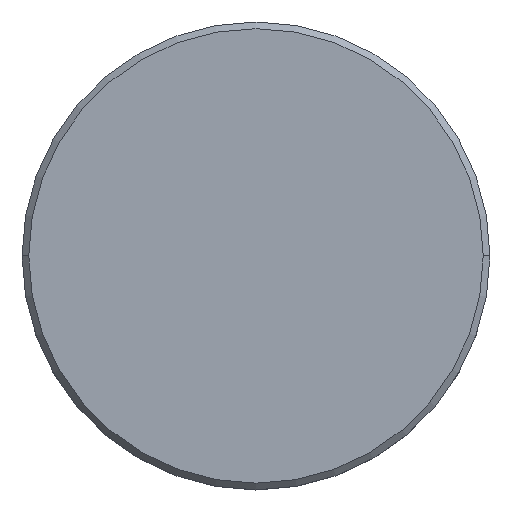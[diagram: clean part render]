
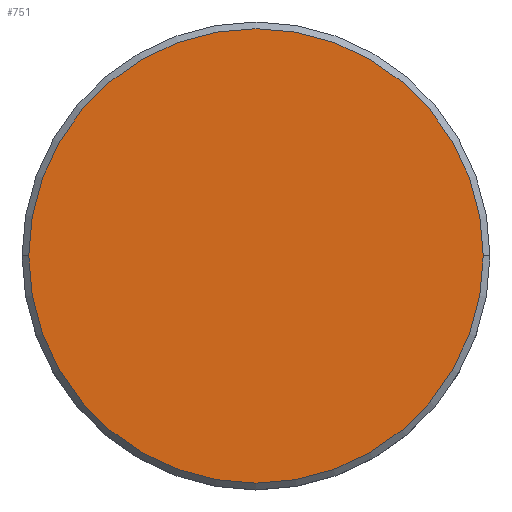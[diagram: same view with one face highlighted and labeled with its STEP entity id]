
A CAD part, top view. The second image highlights one B-rep face of the part: STEP entity #751.
In plain terms, the highlighted planar face has unit normal (0, 0, 1).
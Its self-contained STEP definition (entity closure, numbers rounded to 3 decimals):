
#3 = CARTESIAN_POINT ( 'NONE',  ( 0., 0., 0. ) ) ;
#162 = EDGE_CURVE ( 'NONE', #250, #491, #706, .T. ) ;
#192 = CARTESIAN_POINT ( 'NONE',  ( 0., 0., 0. ) ) ;
#200 = CIRCLE ( 'NONE', #901, 17. ) ;
#250 = VERTEX_POINT ( 'NONE', #763 ) ;
#268 = DIRECTION ( 'NONE',  ( 1., 0., 0. ) ) ;
#284 = PLANE ( 'NONE',  #759 ) ;
#491 = VERTEX_POINT ( 'NONE', #927 ) ;
#540 = DIRECTION ( 'NONE',  ( 0., 0., 1. ) ) ;
#546 = EDGE_CURVE ( 'NONE', #491, #250, #200, .T. ) ;
#557 = DIRECTION ( 'NONE',  ( 0., 0., 1. ) ) ;
#640 = DIRECTION ( 'NONE',  ( 0., 0., 1. ) ) ;
#652 = DIRECTION ( 'NONE',  ( 1., 0., 0. ) ) ;
#706 = CIRCLE ( 'NONE', #1012, 17. ) ;
#751 = ADVANCED_FACE ( 'NONE', ( #1111 ), #284, .T. ) ;
#759 = AXIS2_PLACEMENT_3D ( 'NONE', #1019, #557, #931 ) ;
#763 = CARTESIAN_POINT ( 'NONE',  ( 17., 0., 0. ) ) ;
#893 = ORIENTED_EDGE ( 'NONE', *, *, #546, .T. ) ;
#901 = AXIS2_PLACEMENT_3D ( 'NONE', #192, #540, #652 ) ;
#927 = CARTESIAN_POINT ( 'NONE',  ( -17., 0., 0. ) ) ;
#931 = DIRECTION ( 'NONE',  ( 1., 0., 0. ) ) ;
#965 = EDGE_LOOP ( 'NONE', ( #893, #979 ) ) ;
#979 = ORIENTED_EDGE ( 'NONE', *, *, #162, .T. ) ;
#1012 = AXIS2_PLACEMENT_3D ( 'NONE', #3, #640, #268 ) ;
#1019 = CARTESIAN_POINT ( 'NONE',  ( 0., 0., 0. ) ) ;
#1111 = FACE_OUTER_BOUND ( 'NONE', #965, .T. ) ;
